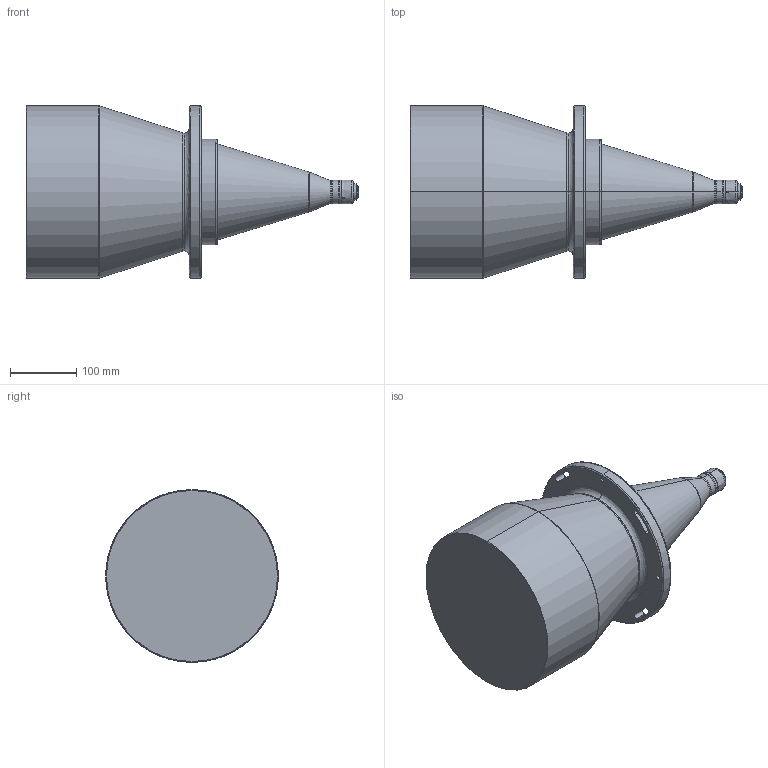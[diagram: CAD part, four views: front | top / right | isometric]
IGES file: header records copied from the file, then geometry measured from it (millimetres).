
Start section: SolidWorks IGES file using analytic representation for surfaces
Global section: file name: DTCM125-216-AL.IGS; native system: SolidWorks 2012; preprocessor: SolidWorks 2012; author: ZXC; date: 180713.111411; units: millimetre
Bounding box: 500.6 x 260 x 260 mm (x, y, z)
Surface area: 390399 mm2 (no closed solid volume)
Topology: 0 solids, 0 shells, 105 faces, 1924 edges, 1918 vertices
Faces by surface type: revolution 82, bspline 23
